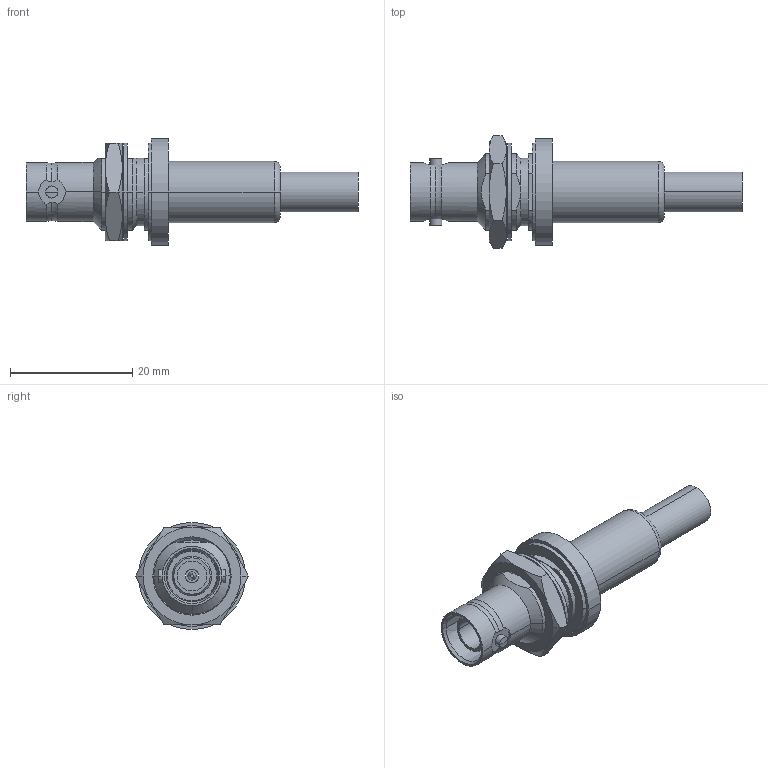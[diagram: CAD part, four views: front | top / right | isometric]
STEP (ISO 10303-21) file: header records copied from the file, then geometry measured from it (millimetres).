
FILE_DESCRIPTION (( 'STEP AP203' ), '1' );
FILE_NAME ('FMCN45858_3D.STEP', '2022-09-21T22:14:52', ( '' ), ( '' ), 'SwSTEP 2.0', 'SolidWorks 2021', '' );
FILE_SCHEMA (( 'CONFIG_CONTROL_DESIGN' ));
Length unit declared in the file: inch
Products named in the file (9): BNC8105-7.stp; PE45858-3_FERRULE; shv8105-0058.stp; PE45856-2_CONTACT; FMCN45858_3D; BNC8105-5.stp; SHV8105-0058.stp; BNC8105-6.stp; PE45856-1_CONN
Assembly tree (8 placements, depth 4):
  FMCN45858_3D
    PE45856-1_CONN
      shv8105-0058.stp
        SHV8105-0058.stp
        BNC8105-5.stp
        BNC8105-6.stp
        BNC8105-7.stp
    PE45856-2_CONTACT
    PE45858-3_FERRULE
Bounding box: 54.3 x 18.48 x 17.5 mm (x, y, z)
Volume: 3718.9 mm3; surface area: 4904.2 mm2
Topology: 6 solids, 6 shells, 221 faces, 529 edges, 332 vertices
Faces by surface type: cylinder 102, plane 70, cone 21, sphere 20, torus 8
Entity records: 7799 total; most frequent: CARTESIAN_POINT 1477, DIRECTION 1241, ORIENTED_EDGE 1058, EDGE_CURVE 529, AXIS2_PLACEMENT_3D 505, VERTEX_POINT 332, CIRCLE 271, EDGE_LOOP 247
